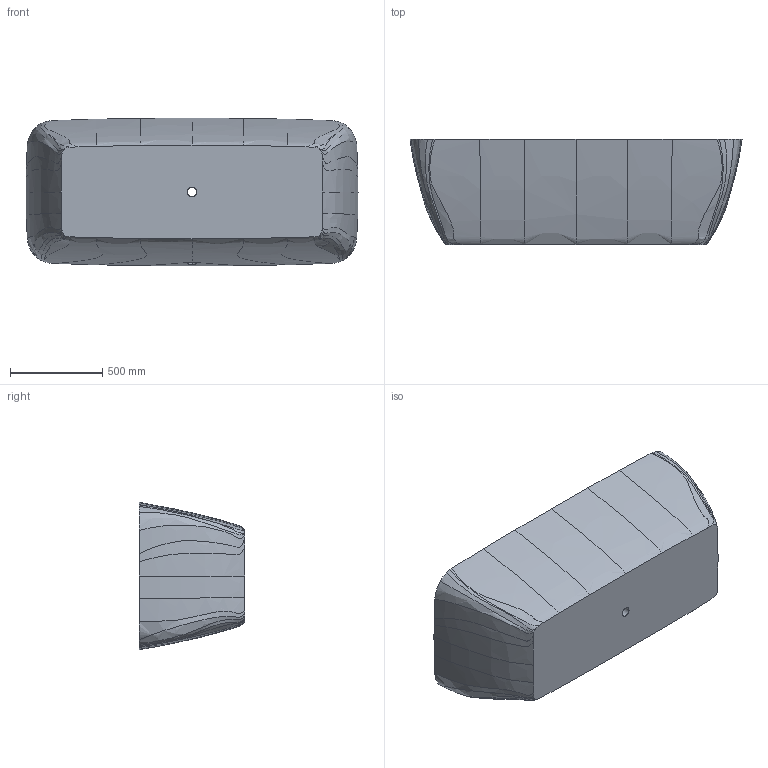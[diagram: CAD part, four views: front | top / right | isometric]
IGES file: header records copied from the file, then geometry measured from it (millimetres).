
Global section: file name: N7DCS VIC-1790; native system: AutoCAD 2016 - English; preprocessor: Autodesk Translation Framework DWG producer (atf_dwg_producer); organization: unknown; date: 20170222.161147; units: millimetre
Bounding box: 1800 x 570 x 798.81 mm (x, y, z)
Volume: 140549329.3 mm3; surface area: 6295402.6 mm2
Topology: 1 solids, 1 shells, 242 faces, 638 edges, 393 vertices
Faces by surface type: bspline 242
